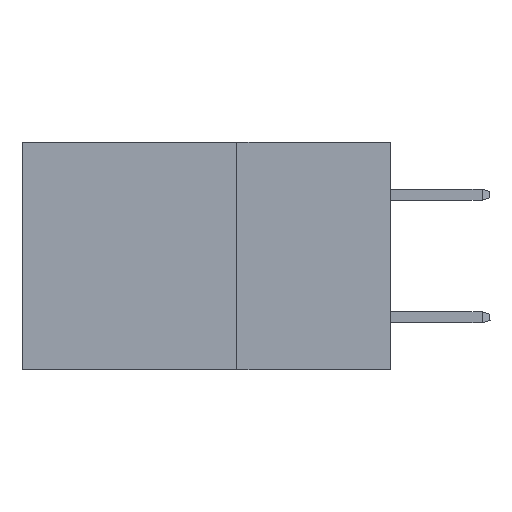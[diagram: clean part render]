
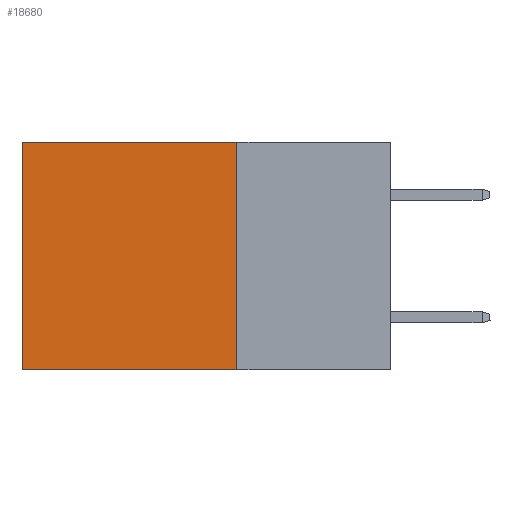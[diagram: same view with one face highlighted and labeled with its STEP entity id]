
A CAD part, left-side view. The second image highlights one B-rep face of the part: STEP entity #18680.
In plain terms, the highlighted planar face has unit normal (-1, 0, 0).
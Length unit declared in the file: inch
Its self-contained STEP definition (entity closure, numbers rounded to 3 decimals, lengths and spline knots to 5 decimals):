
#2890 = DIRECTION ( 'NONE',  ( 1., 0., 0. ) ) ;
#3427 = DIRECTION ( 'NONE',  ( 0., 0., -1. ) ) ;
#5130 = LINE ( 'NONE', #12864, #9344 ) ;
#5560 = DIRECTION ( 'NONE',  ( 0., 1., 0. ) ) ;
#5890 = AXIS2_PLACEMENT_3D ( 'NONE', #8188, #2890, #3427 ) ;
#6945 = EDGE_CURVE ( 'NONE', #17836, #24476, #5130, .T. ) ;
#7928 = VERTEX_POINT ( 'NONE', #26632 ) ;
#8188 = CARTESIAN_POINT ( 'NONE',  ( 0.2875, 0.25, 0. ) ) ;
#8909 = EDGE_LOOP ( 'NONE', ( #26874, #20670, #22841, #27030 ) ) ;
#9300 = VECTOR ( 'NONE', #17911, 39.37008 ) ;
#9344 = VECTOR ( 'NONE', #21281, 39.37008 ) ;
#9478 = CARTESIAN_POINT ( 'NONE',  ( 0.2875, 0.6, -0.37 ) ) ;
#12517 = EDGE_CURVE ( 'NONE', #26195, #17836, #28033, .T. ) ;
#12864 = CARTESIAN_POINT ( 'NONE',  ( 0.2875, 0.6, 0. ) ) ;
#15724 = LINE ( 'NONE', #26871, #9300 ) ;
#17203 = CARTESIAN_POINT ( 'NONE',  ( 0.2875, 0.25, -0.37 ) ) ;
#17836 = VERTEX_POINT ( 'NONE', #20777 ) ;
#17911 = DIRECTION ( 'NONE',  ( 0., 0., -1. ) ) ;
#18680 = ADVANCED_FACE ( 'NONE', ( #27911 ), #33736, .F. ) ;
#19093 = VECTOR ( 'NONE', #5560, 39.37008 ) ;
#19508 = CARTESIAN_POINT ( 'NONE',  ( 0.2875, 0.25, 0. ) ) ;
#20670 = ORIENTED_EDGE ( 'NONE', *, *, #34043, .F. ) ;
#20777 = CARTESIAN_POINT ( 'NONE',  ( 0.2875, 0.6, 0. ) ) ;
#21281 = DIRECTION ( 'NONE',  ( 0., 0., -1. ) ) ;
#21819 = VECTOR ( 'NONE', #33626, 39.37008 ) ;
#22339 = LINE ( 'NONE', #17203, #21819 ) ;
#22841 = ORIENTED_EDGE ( 'NONE', *, *, #35905, .F. ) ;
#24476 = VERTEX_POINT ( 'NONE', #9478 ) ;
#26195 = VERTEX_POINT ( 'NONE', #19508 ) ;
#26632 = CARTESIAN_POINT ( 'NONE',  ( 0.2875, 0.25, -0.37 ) ) ;
#26871 = CARTESIAN_POINT ( 'NONE',  ( 0.2875, 0.25, 0. ) ) ;
#26874 = ORIENTED_EDGE ( 'NONE', *, *, #6945, .T. ) ;
#27030 = ORIENTED_EDGE ( 'NONE', *, *, #12517, .T. ) ;
#27911 = FACE_OUTER_BOUND ( 'NONE', #8909, .T. ) ;
#28033 = LINE ( 'NONE', #33788, #19093 ) ;
#33626 = DIRECTION ( 'NONE',  ( 0., 1., 0. ) ) ;
#33736 = PLANE ( 'NONE',  #5890 ) ;
#33788 = CARTESIAN_POINT ( 'NONE',  ( 0.2875, 0.25, 0. ) ) ;
#34043 = EDGE_CURVE ( 'NONE', #7928, #24476, #22339, .T. ) ;
#35905 = EDGE_CURVE ( 'NONE', #26195, #7928, #15724, .T. ) ;
